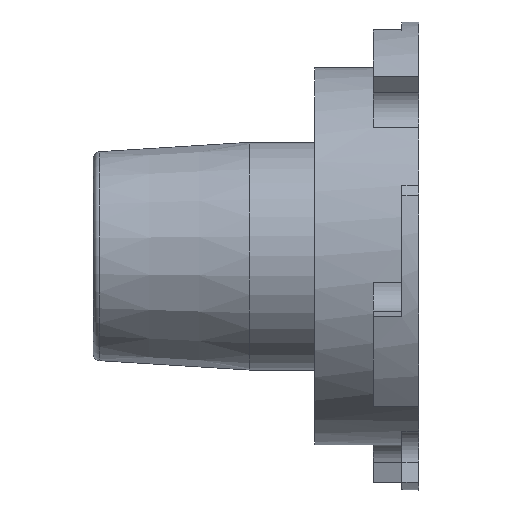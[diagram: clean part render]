
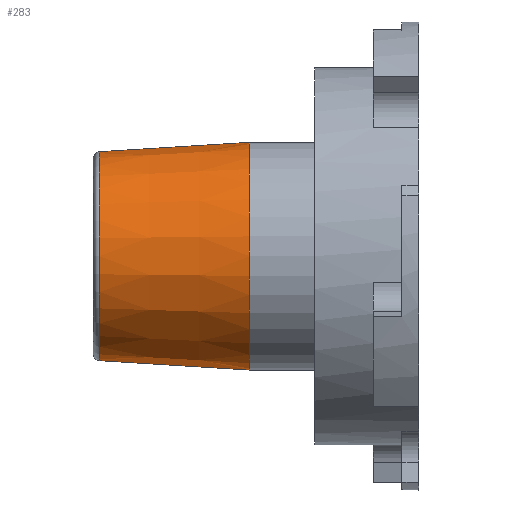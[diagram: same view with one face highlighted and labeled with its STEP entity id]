
A CAD part, front view. The second image highlights one B-rep face of the part: STEP entity #283.
In plain terms, the highlighted conical face has half-angle 3.576 degrees and reference radius 8.75 mm.
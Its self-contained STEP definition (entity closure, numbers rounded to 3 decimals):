
#68 = CARTESIAN_POINT ( 'NONE',  ( -3., 0., 8.75 ) ) ;
#113 = ORIENTED_EDGE ( 'NONE', *, *, #2000, .F. ) ;
#145 = CARTESIAN_POINT ( 'NONE',  ( -14.531, 0., -8.029 ) ) ;
#166 = VECTOR ( 'NONE', #1481, 1000. ) ;
#215 = CIRCLE ( 'NONE', #1235, 8.029 ) ;
#275 = EDGE_CURVE ( 'NONE', #1120, #1071, #215, .T. ) ;
#283 = ADVANCED_FACE ( 'NONE', ( #804 ), #1656, .T. ) ;
#538 = VECTOR ( 'NONE', #2315, 1000. ) ;
#611 = DIRECTION ( 'NONE',  ( 1., 0., 0. ) ) ;
#694 = ORIENTED_EDGE ( 'NONE', *, *, #1929, .T. ) ;
#780 = CARTESIAN_POINT ( 'NONE',  ( -3., 0., 8.75 ) ) ;
#804 = FACE_OUTER_BOUND ( 'NONE', #1214, .T. ) ;
#827 = DIRECTION ( 'NONE',  ( 0., 0., 1. ) ) ;
#845 = DIRECTION ( 'NONE',  ( 0., 0., -1. ) ) ;
#890 = DIRECTION ( 'NONE',  ( 0., 0., 1. ) ) ;
#949 = CARTESIAN_POINT ( 'NONE',  ( -14.531, 0., 8.029 ) ) ;
#1036 = ORIENTED_EDGE ( 'NONE', *, *, #1183, .T. ) ;
#1054 = CARTESIAN_POINT ( 'NONE',  ( -14.531, 0., 0. ) ) ;
#1071 = VERTEX_POINT ( 'NONE', #145 ) ;
#1075 = LINE ( 'NONE', #68, #538 ) ;
#1119 = VERTEX_POINT ( 'NONE', #1143 ) ;
#1120 = VERTEX_POINT ( 'NONE', #949 ) ;
#1143 = CARTESIAN_POINT ( 'NONE',  ( -3., 0., -8.75 ) ) ;
#1183 = EDGE_CURVE ( 'NONE', #1071, #1119, #1785, .T. ) ;
#1214 = EDGE_LOOP ( 'NONE', ( #113, #2176, #1036, #694 ) ) ;
#1235 = AXIS2_PLACEMENT_3D ( 'NONE', #1054, #611, #827 ) ;
#1440 = AXIS2_PLACEMENT_3D ( 'NONE', #1814, #2064, #845 ) ;
#1481 = DIRECTION ( 'NONE',  ( 0.998, 0., -0.062 ) ) ;
#1512 = CIRCLE ( 'NONE', #2589, 8.75 ) ;
#1656 = CONICAL_SURFACE ( 'NONE', #1440, 8.75, 0.062 ) ;
#1785 = LINE ( 'NONE', #1865, #166 ) ;
#1814 = CARTESIAN_POINT ( 'NONE',  ( -3., 0., 0. ) ) ;
#1863 = DIRECTION ( 'NONE',  ( -1., 0., 0. ) ) ;
#1865 = CARTESIAN_POINT ( 'NONE',  ( -3., 0., -8.75 ) ) ;
#1929 = EDGE_CURVE ( 'NONE', #1119, #2395, #1512, .T. ) ;
#2000 = EDGE_CURVE ( 'NONE', #1120, #2395, #1075, .T. ) ;
#2064 = DIRECTION ( 'NONE',  ( 1., 0., 0. ) ) ;
#2103 = CARTESIAN_POINT ( 'NONE',  ( -3., 0., 0. ) ) ;
#2176 = ORIENTED_EDGE ( 'NONE', *, *, #275, .T. ) ;
#2315 = DIRECTION ( 'NONE',  ( 0.998, 0., 0.062 ) ) ;
#2395 = VERTEX_POINT ( 'NONE', #780 ) ;
#2589 = AXIS2_PLACEMENT_3D ( 'NONE', #2103, #1863, #890 ) ;
